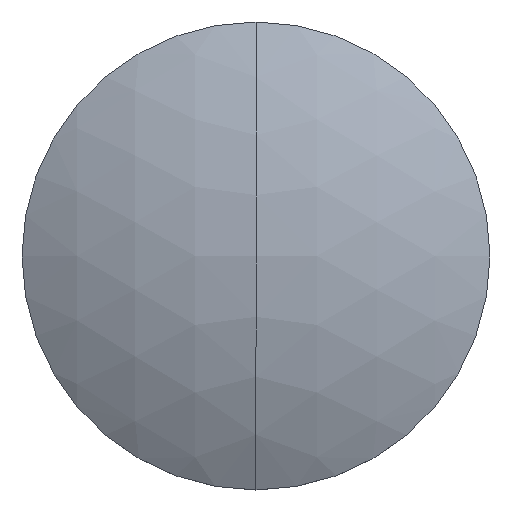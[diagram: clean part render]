
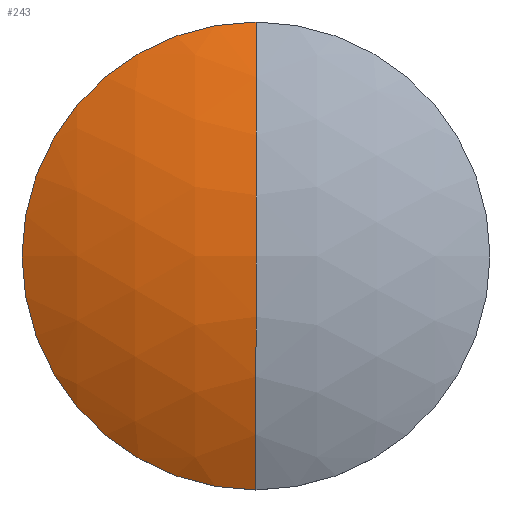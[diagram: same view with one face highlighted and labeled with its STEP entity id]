
A CAD part, top view. The second image highlights one B-rep face of the part: STEP entity #243.
In plain terms, the highlighted spherical face has radius 77.26 mm.
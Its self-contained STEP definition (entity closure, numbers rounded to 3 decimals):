
#1 = CIRCLE ( 'NONE', #3, 77.26 ) ;
#2 = CARTESIAN_POINT ( 'NONE',  ( 0., 0., -70.905 ) ) ;
#3 = AXIS2_PLACEMENT_3D ( 'NONE', #2, #5, #4 ) ;
#4 = DIRECTION ( 'NONE',  ( 0., 0., -1. ) ) ;
#5 = DIRECTION ( 'NONE',  ( 1., 0., 0. ) ) ;
#16 = CARTESIAN_POINT ( 'NONE',  ( -37.5, 0., -3.356 ) ) ;
#53 = DIRECTION ( 'NONE',  ( 1., 0., 0. ) ) ;
#54 = DIRECTION ( 'NONE',  ( 0., 0., 1. ) ) ;
#55 = CARTESIAN_POINT ( 'NONE',  ( 0., 0., -3.356 ) ) ;
#66 = AXIS2_PLACEMENT_3D ( 'NONE', #55, #54, #53 ) ;
#70 = CIRCLE ( 'NONE', #66, 37.5 ) ;
#87 = CARTESIAN_POINT ( 'NONE',  ( 0., 37.5, -3.356 ) ) ;
#106 = CARTESIAN_POINT ( 'NONE',  ( 0., 0., -3.356 ) ) ;
#107 = CARTESIAN_POINT ( 'NONE',  ( 0., 0., 6.355 ) ) ;
#110 = AXIS2_PLACEMENT_3D ( 'NONE', #118, #121, #111 ) ;
#111 = DIRECTION ( 'NONE',  ( 0., -1., 0. ) ) ;
#113 = AXIS2_PLACEMENT_3D ( 'NONE', #106, #125, #136 ) ;
#114 = CIRCLE ( 'NONE', #113, 37.5 ) ;
#118 = CARTESIAN_POINT ( 'NONE',  ( 0., 0., -70.905 ) ) ;
#119 = CIRCLE ( 'NONE', #110, 77.26 ) ;
#121 = DIRECTION ( 'NONE',  ( -1., 0., 0. ) ) ;
#125 = DIRECTION ( 'NONE',  ( 0., 0., 1. ) ) ;
#126 = FACE_OUTER_BOUND ( 'NONE', #199, .T. ) ;
#136 = DIRECTION ( 'NONE',  ( 1., 0., 0. ) ) ;
#139 = DIRECTION ( 'NONE',  ( -1., 0., 0. ) ) ;
#140 = CARTESIAN_POINT ( 'NONE',  ( 0., 0., -70.905 ) ) ;
#141 = AXIS2_PLACEMENT_3D ( 'NONE', #140, #139, #143 ) ;
#142 = SPHERICAL_SURFACE ( 'NONE', #141, 77.26 ) ;
#143 = DIRECTION ( 'NONE',  ( 0., 1., 0. ) ) ;
#196 = CARTESIAN_POINT ( 'NONE',  ( 0., -37.5, -3.356 ) ) ;
#199 = EDGE_LOOP ( 'NONE', ( #244, #214, #213, #211 ) ) ;
#202 = EDGE_CURVE ( 'NONE', #234, #241, #1, .T. ) ;
#204 = VERTEX_POINT ( 'NONE', #16 ) ;
#211 = ORIENTED_EDGE ( 'NONE', *, *, #202, .F. ) ;
#212 = VERTEX_POINT ( 'NONE', #196 ) ;
#213 = ORIENTED_EDGE ( 'NONE', *, *, #240, .T. ) ;
#214 = ORIENTED_EDGE ( 'NONE', *, *, #242, .T. ) ;
#233 = EDGE_CURVE ( 'NONE', #234, #204, #70, .T. ) ;
#234 = VERTEX_POINT ( 'NONE', #87 ) ;
#240 = EDGE_CURVE ( 'NONE', #212, #241, #119, .T. ) ;
#241 = VERTEX_POINT ( 'NONE', #107 ) ;
#242 = EDGE_CURVE ( 'NONE', #204, #212, #114, .T. ) ;
#243 = ADVANCED_FACE ( 'NONE', ( #126 ), #142, .T. ) ;
#244 = ORIENTED_EDGE ( 'NONE', *, *, #233, .T. ) ;
